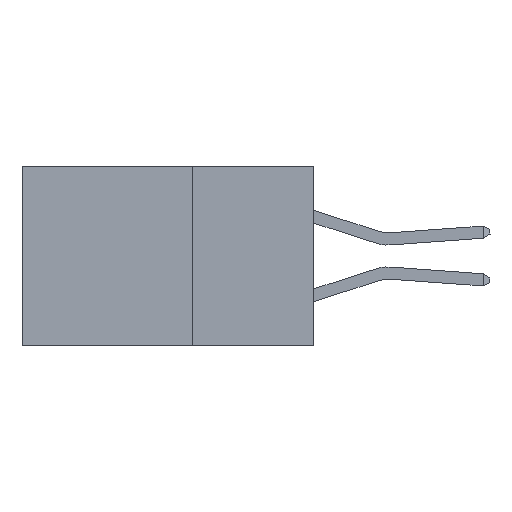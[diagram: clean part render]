
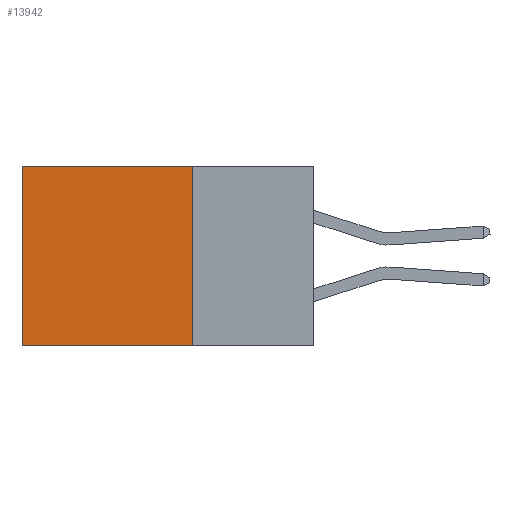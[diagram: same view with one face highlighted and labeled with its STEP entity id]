
A CAD part, left-side view. The second image highlights one B-rep face of the part: STEP entity #13942.
In plain terms, the highlighted planar face has unit normal (-1, 0, 0).
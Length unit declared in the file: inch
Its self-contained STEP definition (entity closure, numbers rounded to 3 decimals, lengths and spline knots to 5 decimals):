
#1024 = AXIS2_PLACEMENT_3D ( 'NONE', #21328, #11413, #15208 ) ;
#1054 = LINE ( 'NONE', #25116, #4071 ) ;
#1181 = ORIENTED_EDGE ( 'NONE', *, *, #22179, .F. ) ;
#2404 = EDGE_CURVE ( 'NONE', #4872, #15688, #15986, .T. ) ;
#2420 = LINE ( 'NONE', #16075, #4385 ) ;
#4071 = VECTOR ( 'NONE', #23022, 39.37008 ) ;
#4385 = VECTOR ( 'NONE', #7971, 39.37008 ) ;
#4872 = VERTEX_POINT ( 'NONE', #5445 ) ;
#5421 = FACE_OUTER_BOUND ( 'NONE', #7475, .T. ) ;
#5445 = CARTESIAN_POINT ( 'NONE',  ( 0.2875, 0.6, 0. ) ) ;
#6160 = ORIENTED_EDGE ( 'NONE', *, *, #15732, .T. ) ;
#6857 = CARTESIAN_POINT ( 'NONE',  ( 0.2875, 0.25, -0.37 ) ) ;
#7475 = EDGE_LOOP ( 'NONE', ( #15958, #9246, #1181, #6160 ) ) ;
#7822 = EDGE_CURVE ( 'NONE', #23333, #15688, #16799, .T. ) ;
#7971 = DIRECTION ( 'NONE',  ( 0., 1., 0. ) ) ;
#8199 = CARTESIAN_POINT ( 'NONE',  ( 0.2875, 0.25, -0.37 ) ) ;
#9246 = ORIENTED_EDGE ( 'NONE', *, *, #7822, .F. ) ;
#10495 = VERTEX_POINT ( 'NONE', #21500 ) ;
#11413 = DIRECTION ( 'NONE',  ( 1., 0., 0. ) ) ;
#12170 = CARTESIAN_POINT ( 'NONE',  ( 0.2875, 0.6, -0.37 ) ) ;
#13616 = PLANE ( 'NONE',  #1024 ) ;
#13942 = ADVANCED_FACE ( 'NONE', ( #5421 ), #13616, .F. ) ;
#14142 = VECTOR ( 'NONE', #14837, 39.37008 ) ;
#14837 = DIRECTION ( 'NONE',  ( 0., 1., 0. ) ) ;
#15208 = DIRECTION ( 'NONE',  ( 0., 0., -1. ) ) ;
#15473 = CARTESIAN_POINT ( 'NONE',  ( 0.2875, 0.6, 0. ) ) ;
#15688 = VERTEX_POINT ( 'NONE', #12170 ) ;
#15732 = EDGE_CURVE ( 'NONE', #10495, #4872, #2420, .T. ) ;
#15958 = ORIENTED_EDGE ( 'NONE', *, *, #2404, .T. ) ;
#15986 = LINE ( 'NONE', #15473, #18795 ) ;
#16075 = CARTESIAN_POINT ( 'NONE',  ( 0.2875, 0.25, 0. ) ) ;
#16799 = LINE ( 'NONE', #6857, #14142 ) ;
#18795 = VECTOR ( 'NONE', #19897, 39.37008 ) ;
#19897 = DIRECTION ( 'NONE',  ( 0., 0., -1. ) ) ;
#21328 = CARTESIAN_POINT ( 'NONE',  ( 0.2875, 0.25, 0. ) ) ;
#21500 = CARTESIAN_POINT ( 'NONE',  ( 0.2875, 0.25, 0. ) ) ;
#22179 = EDGE_CURVE ( 'NONE', #10495, #23333, #1054, .T. ) ;
#23022 = DIRECTION ( 'NONE',  ( 0., 0., -1. ) ) ;
#23333 = VERTEX_POINT ( 'NONE', #8199 ) ;
#25116 = CARTESIAN_POINT ( 'NONE',  ( 0.2875, 0.25, 0. ) ) ;
